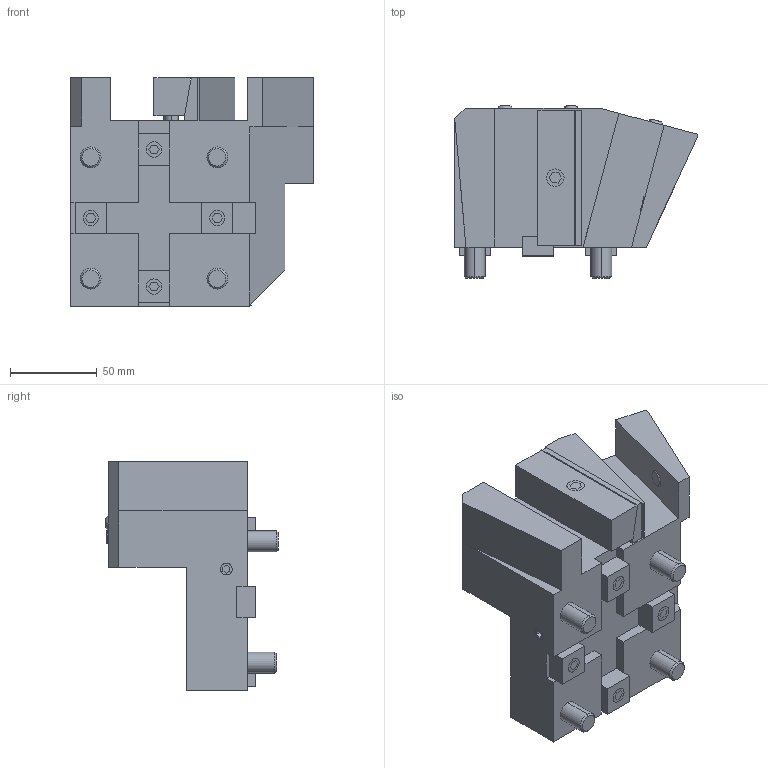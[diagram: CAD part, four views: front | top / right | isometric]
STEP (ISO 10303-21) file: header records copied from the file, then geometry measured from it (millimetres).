
FILE_DESCRIPTION (( 'STEP AP214' ), '1' );
FILE_NAME ('B65 RTHA 18-25 L132.STEP', '2020-12-21T04:18:59', ( '' ), ( '' ), 'SwSTEP 2.0', 'SolidWorks 2017', '' );
FILE_SCHEMA (( 'AUTOMOTIVE_DESIGN' ));
Length unit declared in the file: millimetre
Products named in the file (1): B65 RTHA 18-25 L132
Bounding box: 139.87 x 99.62 x 132 mm (x, y, z)
Volume: 745245.2 mm3; surface area: 89121.3 mm2
Topology: 6 solids, 6 shells, 279 faces, 711 edges, 458 vertices
Faces by surface type: plane 141, cylinder 64, cone 42, torus 24, sphere 8
Entity records: 10042 total; most frequent: CARTESIAN_POINT 1616, DIRECTION 1466, ORIENTED_EDGE 1376, EDGE_CURVE 688, AXIS2_PLACEMENT_3D 513, VERTEX_POINT 449, LINE 440, VECTOR 440
